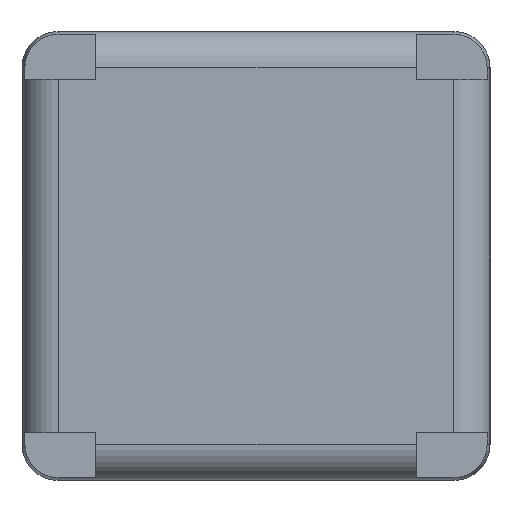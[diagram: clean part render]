
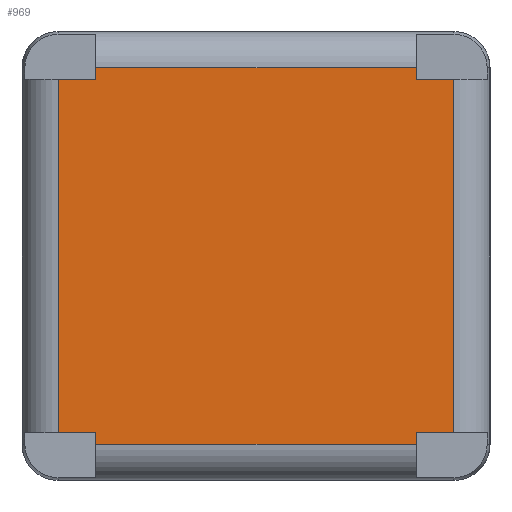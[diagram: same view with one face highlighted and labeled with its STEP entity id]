
A CAD part, left-side view. The second image highlights one B-rep face of the part: STEP entity #969.
In plain terms, the highlighted planar face has unit normal (-1, 0, 0).
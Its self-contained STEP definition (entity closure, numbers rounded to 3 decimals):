
#47 = VERTEX_POINT ( 'NONE', #2065 ) ;
#55 = VECTOR ( 'NONE', #801, 1000. ) ;
#107 = CARTESIAN_POINT ( 'NONE',  ( -4.9, 3.18, 1.28 ) ) ;
#108 = CARTESIAN_POINT ( 'NONE',  ( -4.9, 0.5, 1.2 ) ) ;
#175 = DIRECTION ( 'NONE',  ( 0., 0., 1. ) ) ;
#179 = EDGE_CURVE ( 'NONE', #1293, #1614, #1720, .T. ) ;
#199 = VERTEX_POINT ( 'NONE', #2146 ) ;
#206 = DIRECTION ( 'NONE',  ( 0., -1., 0. ) ) ;
#211 = ORIENTED_EDGE ( 'NONE', *, *, #1383, .F. ) ;
#225 = ORIENTED_EDGE ( 'NONE', *, *, #876, .F. ) ;
#232 = DIRECTION ( 'NONE',  ( 0., 0., -1. ) ) ;
#250 = VECTOR ( 'NONE', #1375, 1000. ) ;
#272 = VECTOR ( 'NONE', #1759, 1000. ) ;
#283 = VERTEX_POINT ( 'NONE', #1021 ) ;
#289 = AXIS2_PLACEMENT_3D ( 'NONE', #411, #716, #232 ) ;
#300 = CARTESIAN_POINT ( 'NONE',  ( -4.9, 3.18, -1.28 ) ) ;
#303 = LINE ( 'NONE', #833, #585 ) ;
#332 = LINE ( 'NONE', #346, #2046 ) ;
#346 = CARTESIAN_POINT ( 'NONE',  ( -4.9, 0.245, -1.525 ) ) ;
#352 = CARTESIAN_POINT ( 'NONE',  ( -4.9, 2.935, 1.2 ) ) ;
#411 = CARTESIAN_POINT ( 'NONE',  ( -4.9, 3.18, -1.525 ) ) ;
#465 = DIRECTION ( 'NONE',  ( 0., -1., 0. ) ) ;
#507 = VERTEX_POINT ( 'NONE', #1752 ) ;
#538 = CARTESIAN_POINT ( 'NONE',  ( -4.9, 2.68, 1.2 ) ) ;
#585 = VECTOR ( 'NONE', #175, 1000. ) ;
#617 = FACE_OUTER_BOUND ( 'NONE', #1106, .T. ) ;
#641 = LINE ( 'NONE', #300, #1538 ) ;
#649 = EDGE_CURVE ( 'NONE', #1293, #1003, #1286, .T. ) ;
#674 = CARTESIAN_POINT ( 'NONE',  ( -4.9, 2.935, -1.2 ) ) ;
#709 = PLANE ( 'NONE',  #289 ) ;
#716 = DIRECTION ( 'NONE',  ( 1., 0., 0. ) ) ;
#740 = LINE ( 'NONE', #1263, #272 ) ;
#779 = VECTOR ( 'NONE', #1153, 1000. ) ;
#787 = ORIENTED_EDGE ( 'NONE', *, *, #1202, .T. ) ;
#801 = DIRECTION ( 'NONE',  ( 0., 1., 0. ) ) ;
#821 = ORIENTED_EDGE ( 'NONE', *, *, #1139, .F. ) ;
#828 = CARTESIAN_POINT ( 'NONE',  ( -4.9, 3.18, 1.2 ) ) ;
#833 = CARTESIAN_POINT ( 'NONE',  ( -4.9, 2.68, 1.2 ) ) ;
#876 = EDGE_CURVE ( 'NONE', #507, #1822, #963, .T. ) ;
#882 = CARTESIAN_POINT ( 'NONE',  ( -4.9, 0.5, -1.28 ) ) ;
#895 = VERTEX_POINT ( 'NONE', #538 ) ;
#938 = VECTOR ( 'NONE', #1885, 1000. ) ;
#939 = ORIENTED_EDGE ( 'NONE', *, *, #1420, .T. ) ;
#963 = LINE ( 'NONE', #1702, #250 ) ;
#969 = ADVANCED_FACE ( 'NONE', ( #617 ), #709, .F. ) ;
#976 = VERTEX_POINT ( 'NONE', #882 ) ;
#984 = VECTOR ( 'NONE', #1068, 1000. ) ;
#1003 = VERTEX_POINT ( 'NONE', #1406 ) ;
#1021 = CARTESIAN_POINT ( 'NONE',  ( -4.9, 0.245, 1.2 ) ) ;
#1058 = DIRECTION ( 'NONE',  ( 0., 0., -1. ) ) ;
#1068 = DIRECTION ( 'NONE',  ( 0., -1., 0. ) ) ;
#1106 = EDGE_LOOP ( 'NONE', ( #2109, #1304, #1723, #787, #211, #1578, #1424, #1188, #821, #939, #225, #1703 ) ) ;
#1124 = VECTOR ( 'NONE', #1058, 1000. ) ;
#1136 = CARTESIAN_POINT ( 'NONE',  ( -4.9, 0., -1.2 ) ) ;
#1139 = EDGE_CURVE ( 'NONE', #1810, #895, #1916, .T. ) ;
#1153 = DIRECTION ( 'NONE',  ( 0., 0., -1. ) ) ;
#1160 = VERTEX_POINT ( 'NONE', #1642 ) ;
#1161 = CARTESIAN_POINT ( 'NONE',  ( -4.9, 0.5, 1.525 ) ) ;
#1177 = LINE ( 'NONE', #1216, #1124 ) ;
#1184 = EDGE_CURVE ( 'NONE', #1160, #976, #641, .T. ) ;
#1188 = ORIENTED_EDGE ( 'NONE', *, *, #1255, .F. ) ;
#1202 = EDGE_CURVE ( 'NONE', #199, #283, #332, .T. ) ;
#1216 = CARTESIAN_POINT ( 'NONE',  ( -4.9, 2.935, -1.525 ) ) ;
#1225 = CARTESIAN_POINT ( 'NONE',  ( -4.9, 0.5, -1.2 ) ) ;
#1255 = EDGE_CURVE ( 'NONE', #895, #1003, #303, .T. ) ;
#1263 = CARTESIAN_POINT ( 'NONE',  ( -4.9, 2.68, -1.525 ) ) ;
#1286 = LINE ( 'NONE', #107, #55 ) ;
#1293 = VERTEX_POINT ( 'NONE', #1513 ) ;
#1304 = ORIENTED_EDGE ( 'NONE', *, *, #2030, .F. ) ;
#1375 = DIRECTION ( 'NONE',  ( 0., 1., 0. ) ) ;
#1383 = EDGE_CURVE ( 'NONE', #1614, #283, #1993, .T. ) ;
#1406 = CARTESIAN_POINT ( 'NONE',  ( -4.9, 2.68, 1.28 ) ) ;
#1420 = EDGE_CURVE ( 'NONE', #1810, #1822, #1177, .T. ) ;
#1424 = ORIENTED_EDGE ( 'NONE', *, *, #649, .T. ) ;
#1513 = CARTESIAN_POINT ( 'NONE',  ( -4.9, 0.5, 1.28 ) ) ;
#1528 = DIRECTION ( 'NONE',  ( 0., 0., 1. ) ) ;
#1538 = VECTOR ( 'NONE', #465, 1000. ) ;
#1578 = ORIENTED_EDGE ( 'NONE', *, *, #179, .F. ) ;
#1614 = VERTEX_POINT ( 'NONE', #108 ) ;
#1642 = CARTESIAN_POINT ( 'NONE',  ( -4.9, 2.68, -1.28 ) ) ;
#1678 = LINE ( 'NONE', #1136, #1726 ) ;
#1702 = CARTESIAN_POINT ( 'NONE',  ( -4.9, 2.68, -1.2 ) ) ;
#1703 = ORIENTED_EDGE ( 'NONE', *, *, #1743, .F. ) ;
#1720 = LINE ( 'NONE', #1161, #779 ) ;
#1723 = ORIENTED_EDGE ( 'NONE', *, *, #1784, .F. ) ;
#1726 = VECTOR ( 'NONE', #1972, 1000. ) ;
#1743 = EDGE_CURVE ( 'NONE', #1160, #507, #740, .T. ) ;
#1752 = CARTESIAN_POINT ( 'NONE',  ( -4.9, 2.68, -1.2 ) ) ;
#1759 = DIRECTION ( 'NONE',  ( 0., 0., 1. ) ) ;
#1784 = EDGE_CURVE ( 'NONE', #199, #47, #1678, .T. ) ;
#1810 = VERTEX_POINT ( 'NONE', #352 ) ;
#1822 = VERTEX_POINT ( 'NONE', #674 ) ;
#1840 = VECTOR ( 'NONE', #206, 1000. ) ;
#1859 = CARTESIAN_POINT ( 'NONE',  ( -4.9, 0.5, 1.2 ) ) ;
#1885 = DIRECTION ( 'NONE',  ( 0., 0., -1. ) ) ;
#1916 = LINE ( 'NONE', #828, #1840 ) ;
#1972 = DIRECTION ( 'NONE',  ( 0., 1., 0. ) ) ;
#1993 = LINE ( 'NONE', #1859, #984 ) ;
#2028 = LINE ( 'NONE', #1225, #938 ) ;
#2030 = EDGE_CURVE ( 'NONE', #47, #976, #2028, .T. ) ;
#2046 = VECTOR ( 'NONE', #1528, 1000. ) ;
#2065 = CARTESIAN_POINT ( 'NONE',  ( -4.9, 0.5, -1.2 ) ) ;
#2109 = ORIENTED_EDGE ( 'NONE', *, *, #1184, .T. ) ;
#2146 = CARTESIAN_POINT ( 'NONE',  ( -4.9, 0.245, -1.2 ) ) ;
